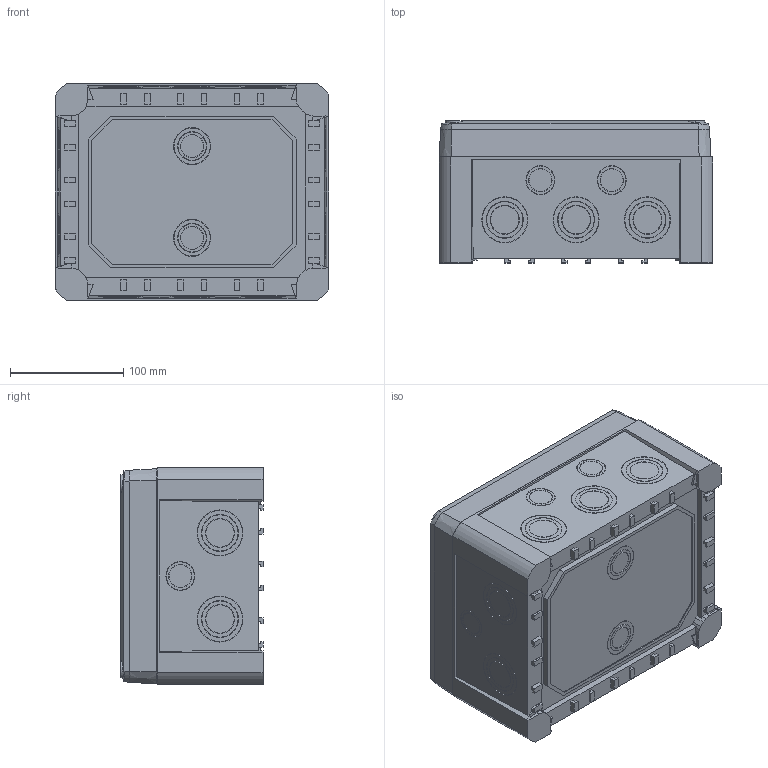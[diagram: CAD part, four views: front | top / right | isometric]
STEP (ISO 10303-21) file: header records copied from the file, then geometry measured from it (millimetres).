
FILE_DESCRIPTION (( 'STEP AP214' ), '1' );
FILE_NAME ('2005020.STP', '2020-09-16T07:23:55', ( '' ), ( '' ), 'SwSTEP 2.0', 'SolidWorks 2020', '' );
FILE_SCHEMA (( 'AUTOMOTIVE_DESIGN' ));
Length unit declared in the file: millimetre
Products named in the file (5): 077121_S925BC-10-JB-LGR; 2005020; 113231_Standard; 051959_Standard; 087700_Standard
Assembly tree (7 placements, depth 3):
  2005020
    077121_S925BC-10-JB-LGR
    113231_Standard
      051959_Standard
    087700_Standard  x4
Bounding box: 241.58 x 125.41 x 191 mm (x, y, z)
Volume: 851865.1 mm3; surface area: 415045.3 mm2
Topology: 6 solids, 11 shells, 806 faces, 1937 edges, 1287 vertices
Faces by surface type: plane 512, cylinder 224, cone 44, bspline 26
Entity records: 29887 total; most frequent: CARTESIAN_POINT 11724, ORIENTED_EDGE 3694, DIRECTION 3671, EDGE_CURVE 1847, AXIS2_PLACEMENT_3D 1240, VERTEX_POINT 1227, VECTOR 1191, LINE 1191
